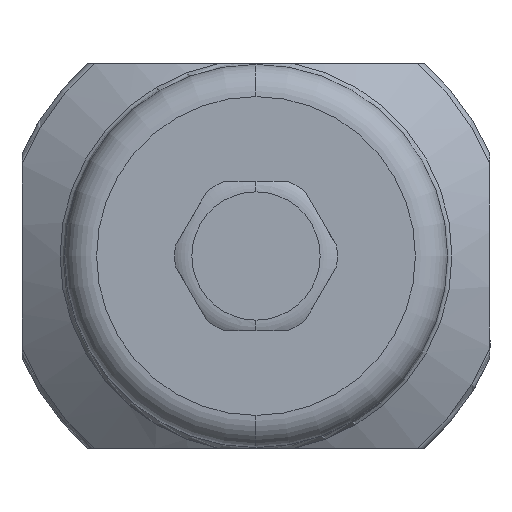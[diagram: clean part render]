
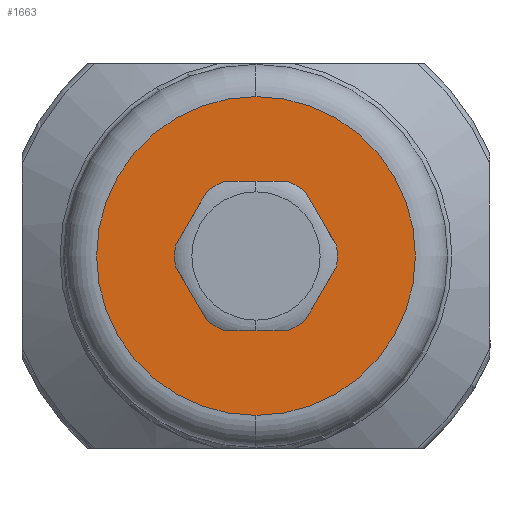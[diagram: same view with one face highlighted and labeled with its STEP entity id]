
A CAD part, front view. The second image highlights one B-rep face of the part: STEP entity #1663.
In plain terms, the highlighted planar face has unit normal (0, -1, 0).
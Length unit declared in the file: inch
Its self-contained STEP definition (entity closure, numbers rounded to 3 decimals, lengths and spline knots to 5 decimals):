
#102 = LINE ( 'NONE', #386, #3768 ) ;
#115 = VECTOR ( 'NONE', #2738, 39.37008 ) ;
#141 = CARTESIAN_POINT ( 'NONE',  ( -0.28639, -1.25, -0.37895 ) ) ;
#197 = CARTESIAN_POINT ( 'NONE',  ( 0., -1.25, 0. ) ) ;
#210 = PLANE ( 'NONE',  #543 ) ;
#212 = VERTEX_POINT ( 'NONE', #778 ) ;
#219 = AXIS2_PLACEMENT_3D ( 'NONE', #3714, #4482, #1991 ) ;
#250 = DIRECTION ( 'NONE',  ( 0., 0., -1. ) ) ;
#302 = VERTEX_POINT ( 'NONE', #2649 ) ;
#340 = EDGE_CURVE ( 'NONE', #580, #1554, #3048, .T. ) ;
#386 = CARTESIAN_POINT ( 'NONE',  ( 0.25259, -1.25, 0.4375 ) ) ;
#430 = DIRECTION ( 'NONE',  ( 0., -1., 0. ) ) ;
#494 = CARTESIAN_POINT ( 'NONE',  ( -0.18498, -1.25, -0.4375 ) ) ;
#509 = CARTESIAN_POINT ( 'NONE',  ( -0.47138, -1.25, -0.05855 ) ) ;
#543 = AXIS2_PLACEMENT_3D ( 'NONE', #197, #571, #4421 ) ;
#571 = DIRECTION ( 'NONE',  ( 0., 1., 0. ) ) ;
#580 = VERTEX_POINT ( 'NONE', #1203 ) ;
#583 = VERTEX_POINT ( 'NONE', #3351 ) ;
#672 = ORIENTED_EDGE ( 'NONE', *, *, #2660, .F. ) ;
#682 = ORIENTED_EDGE ( 'NONE', *, *, #2014, .F. ) ;
#708 = VECTOR ( 'NONE', #2609, 39.37008 ) ;
#778 = CARTESIAN_POINT ( 'NONE',  ( 0.28639, -1.25, -0.37895 ) ) ;
#783 = AXIS2_PLACEMENT_3D ( 'NONE', #2011, #2317, #4130 ) ;
#847 = DIRECTION ( 'NONE',  ( 0., 0., -1. ) ) ;
#905 = ORIENTED_EDGE ( 'NONE', *, *, #3510, .F. ) ;
#932 = CIRCLE ( 'NONE', #2709, 0.475 ) ;
#948 = DIRECTION ( 'NONE',  ( 1., 0., 0. ) ) ;
#956 = DIRECTION ( 'NONE',  ( 0., 1., 0. ) ) ;
#1009 = EDGE_CURVE ( 'NONE', #212, #302, #3900, .T. ) ;
#1150 = DIRECTION ( 'NONE',  ( -1., 0., 0. ) ) ;
#1203 = CARTESIAN_POINT ( 'NONE',  ( -0.28639, -1.25, 0.37895 ) ) ;
#1206 = EDGE_LOOP ( 'NONE', ( #2656, #3127, #4058, #4491, #2293, #1559, #3556, #1561, #4287, #2886, #682, #905 ) ) ;
#1216 = CARTESIAN_POINT ( 'NONE',  ( -0.25259, -1.25, -0.4375 ) ) ;
#1238 = EDGE_CURVE ( 'NONE', #583, #4293, #4557, .T. ) ;
#1254 = VERTEX_POINT ( 'NONE', #141 ) ;
#1306 = CIRCLE ( 'NONE', #3568, 0.475 ) ;
#1314 = CARTESIAN_POINT ( 'NONE',  ( 0., -1.25, 0. ) ) ;
#1322 = AXIS2_PLACEMENT_3D ( 'NONE', #1314, #2690, #2722 ) ;
#1355 = CARTESIAN_POINT ( 'NONE',  ( 0.18498, -1.25, 0.4375 ) ) ;
#1426 = CIRCLE ( 'NONE', #2237, 0.932 ) ;
#1428 = CARTESIAN_POINT ( 'NONE',  ( 0., -1.25, 0. ) ) ;
#1530 = EDGE_CURVE ( 'NONE', #4293, #4373, #3505, .T. ) ;
#1537 = VERTEX_POINT ( 'NONE', #494 ) ;
#1554 = VERTEX_POINT ( 'NONE', #3627 ) ;
#1559 = ORIENTED_EDGE ( 'NONE', *, *, #1530, .F. ) ;
#1561 = ORIENTED_EDGE ( 'NONE', *, *, #3118, .F. ) ;
#1612 = VERTEX_POINT ( 'NONE', #3699 ) ;
#1626 = DIRECTION ( 'NONE',  ( -0.5, 0., -0.866 ) ) ;
#1663 = ADVANCED_FACE ( 'NONE', ( #2935, #2426 ), #210, .F. ) ;
#1667 = VERTEX_POINT ( 'NONE', #509 ) ;
#1763 = CIRCLE ( 'NONE', #3625, 0.475 ) ;
#1864 = DIRECTION ( 'NONE',  ( 0., -1., 0. ) ) ;
#1884 = EDGE_CURVE ( 'NONE', #4373, #580, #932, .T. ) ;
#1932 = CARTESIAN_POINT ( 'NONE',  ( -0.50518, -1.25, 0. ) ) ;
#1971 = DIRECTION ( 'NONE',  ( 0., -1., 0. ) ) ;
#1991 = DIRECTION ( 'NONE',  ( 0., 0., -1. ) ) ;
#2011 = CARTESIAN_POINT ( 'NONE',  ( 0., -1.25, 0. ) ) ;
#2014 = EDGE_CURVE ( 'NONE', #4114, #212, #1763, .T. ) ;
#2023 = AXIS2_PLACEMENT_3D ( 'NONE', #2572, #1971, #250 ) ;
#2027 = CIRCLE ( 'NONE', #783, 0.475 ) ;
#2082 = DIRECTION ( 'NONE',  ( -0.5, 0., 0.866 ) ) ;
#2180 = CARTESIAN_POINT ( 'NONE',  ( 0., -1.25, -0.932 ) ) ;
#2186 = CIRCLE ( 'NONE', #1322, 0.932 ) ;
#2237 = AXIS2_PLACEMENT_3D ( 'NONE', #3060, #956, #3399 ) ;
#2245 = DIRECTION ( 'NONE',  ( 0., 0., -1. ) ) ;
#2250 = CARTESIAN_POINT ( 'NONE',  ( -0.25259, -1.25, 0.4375 ) ) ;
#2293 = ORIENTED_EDGE ( 'NONE', *, *, #1884, .F. ) ;
#2317 = DIRECTION ( 'NONE',  ( 0., -1., 0. ) ) ;
#2374 = CARTESIAN_POINT ( 'NONE',  ( 0.50518, -1.25, 0. ) ) ;
#2426 = FACE_BOUND ( 'NONE', #1206, .T. ) ;
#2511 = DIRECTION ( 'NONE',  ( 0., 0., -1. ) ) ;
#2539 = VECTOR ( 'NONE', #1150, 39.37008 ) ;
#2546 = EDGE_CURVE ( 'NONE', #1667, #1254, #4270, .T. ) ;
#2572 = CARTESIAN_POINT ( 'NONE',  ( 0., -1.25, 0. ) ) ;
#2609 = DIRECTION ( 'NONE',  ( 0.5, 0., -0.866 ) ) ;
#2622 = EDGE_CURVE ( 'NONE', #1254, #1537, #3206, .T. ) ;
#2649 = CARTESIAN_POINT ( 'NONE',  ( 0.47138, -1.25, -0.05855 ) ) ;
#2656 = ORIENTED_EDGE ( 'NONE', *, *, #2622, .F. ) ;
#2660 = EDGE_CURVE ( 'NONE', #3831, #4520, #1426, .T. ) ;
#2690 = DIRECTION ( 'NONE',  ( 0., 1., 0. ) ) ;
#2709 = AXIS2_PLACEMENT_3D ( 'NONE', #1428, #430, #2511 ) ;
#2722 = DIRECTION ( 'NONE',  ( 0., 0., 1. ) ) ;
#2738 = DIRECTION ( 'NONE',  ( 0.5, 0., 0.866 ) ) ;
#2886 = ORIENTED_EDGE ( 'NONE', *, *, #1009, .F. ) ;
#2935 = FACE_OUTER_BOUND ( 'NONE', #3575, .T. ) ;
#2989 = CARTESIAN_POINT ( 'NONE',  ( 0., -1.25, 0. ) ) ;
#3048 = LINE ( 'NONE', #1932, #4562 ) ;
#3060 = CARTESIAN_POINT ( 'NONE',  ( 0., -1.25, 0. ) ) ;
#3118 = EDGE_CURVE ( 'NONE', #1612, #583, #102, .T. ) ;
#3127 = ORIENTED_EDGE ( 'NONE', *, *, #2546, .F. ) ;
#3206 = CIRCLE ( 'NONE', #2023, 0.475 ) ;
#3351 = CARTESIAN_POINT ( 'NONE',  ( 0.28639, -1.25, 0.37895 ) ) ;
#3399 = DIRECTION ( 'NONE',  ( 0., 0., 1. ) ) ;
#3467 = CARTESIAN_POINT ( 'NONE',  ( 0., -1.25, 0.932 ) ) ;
#3505 = LINE ( 'NONE', #2250, #2539 ) ;
#3510 = EDGE_CURVE ( 'NONE', #1537, #4114, #3881, .T. ) ;
#3554 = EDGE_CURVE ( 'NONE', #1554, #1667, #2027, .T. ) ;
#3556 = ORIENTED_EDGE ( 'NONE', *, *, #1238, .F. ) ;
#3568 = AXIS2_PLACEMENT_3D ( 'NONE', #2989, #3749, #2245 ) ;
#3575 = EDGE_LOOP ( 'NONE', ( #4166, #672 ) ) ;
#3625 = AXIS2_PLACEMENT_3D ( 'NONE', #3662, #1864, #847 ) ;
#3627 = CARTESIAN_POINT ( 'NONE',  ( -0.47138, -1.25, 0.05855 ) ) ;
#3662 = CARTESIAN_POINT ( 'NONE',  ( 0., -1.25, 0. ) ) ;
#3699 = CARTESIAN_POINT ( 'NONE',  ( 0.47138, -1.25, 0.05855 ) ) ;
#3714 = CARTESIAN_POINT ( 'NONE',  ( 0., -1.25, 0. ) ) ;
#3749 = DIRECTION ( 'NONE',  ( 0., -1., 0. ) ) ;
#3768 = VECTOR ( 'NONE', #2082, 39.37008 ) ;
#3831 = VERTEX_POINT ( 'NONE', #2180 ) ;
#3881 = LINE ( 'NONE', #4475, #4260 ) ;
#3900 = LINE ( 'NONE', #2374, #115 ) ;
#4058 = ORIENTED_EDGE ( 'NONE', *, *, #3554, .F. ) ;
#4096 = CARTESIAN_POINT ( 'NONE',  ( -0.18498, -1.25, 0.4375 ) ) ;
#4114 = VERTEX_POINT ( 'NONE', #4139 ) ;
#4130 = DIRECTION ( 'NONE',  ( 0., 0., -1. ) ) ;
#4139 = CARTESIAN_POINT ( 'NONE',  ( 0.18498, -1.25, -0.4375 ) ) ;
#4166 = ORIENTED_EDGE ( 'NONE', *, *, #4517, .F. ) ;
#4260 = VECTOR ( 'NONE', #948, 39.37008 ) ;
#4270 = LINE ( 'NONE', #1216, #708 ) ;
#4287 = ORIENTED_EDGE ( 'NONE', *, *, #4350, .F. ) ;
#4293 = VERTEX_POINT ( 'NONE', #1355 ) ;
#4350 = EDGE_CURVE ( 'NONE', #302, #1612, #1306, .T. ) ;
#4373 = VERTEX_POINT ( 'NONE', #4096 ) ;
#4421 = DIRECTION ( 'NONE',  ( 0., 0., 1. ) ) ;
#4475 = CARTESIAN_POINT ( 'NONE',  ( 0.25259, -1.25, -0.4375 ) ) ;
#4482 = DIRECTION ( 'NONE',  ( 0., -1., 0. ) ) ;
#4491 = ORIENTED_EDGE ( 'NONE', *, *, #340, .F. ) ;
#4517 = EDGE_CURVE ( 'NONE', #4520, #3831, #2186, .T. ) ;
#4520 = VERTEX_POINT ( 'NONE', #3467 ) ;
#4557 = CIRCLE ( 'NONE', #219, 0.475 ) ;
#4562 = VECTOR ( 'NONE', #1626, 39.37008 ) ;
